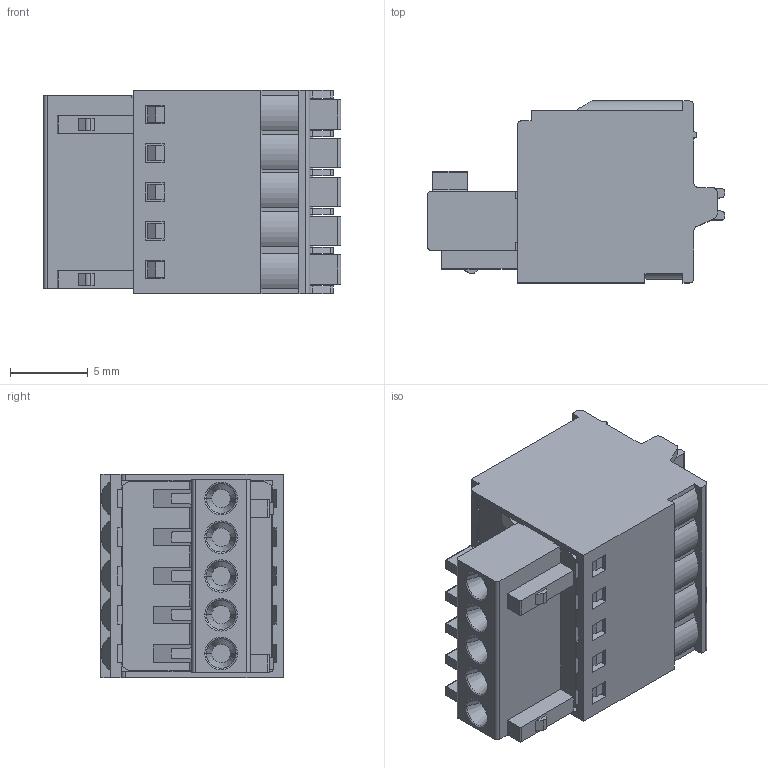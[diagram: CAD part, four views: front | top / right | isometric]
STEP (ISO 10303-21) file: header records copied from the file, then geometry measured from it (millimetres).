
FILE_DESCRIPTION((''),'2;1');
FILE_NAME('TLPS-006-03P','2024-09-14T',('sheji'),(''),'PRO/ENGINEER BY PARAMETRIC TECHNOLOGY CORPORATION, 2015240','PRO/ENGINEER BY PARAMETRIC TECHNOLOGY CORPORATION, 2015240','');
FILE_SCHEMA(('CONFIG_CONTROL_DESIGN'));
Length unit declared in the file: millimetre
Products named in the file (1): TLPS-006-03P
Bounding box: 19.2 x 11.75 x 13.1 mm (x, y, z)
Volume: 1841.8 mm3; surface area: 1670.9 mm2
Topology: 1 solids, 5 shells, 609 faces, 1660 edges, 1096 vertices
Faces by surface type: plane 438, cylinder 131, cone 25, torus 10, sphere 5
Entity records: 19453 total; most frequent: CARTESIAN_POINT 3735, ORIENTED_EDGE 3320, DIRECTION 3179, EDGE_CURVE 1660, VECTOR 1299, LINE 1299, VERTEX_POINT 1096, AXIS2_PLACEMENT_3D 940
